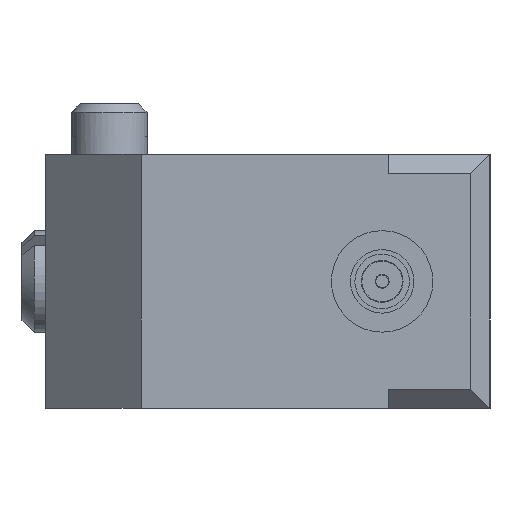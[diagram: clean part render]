
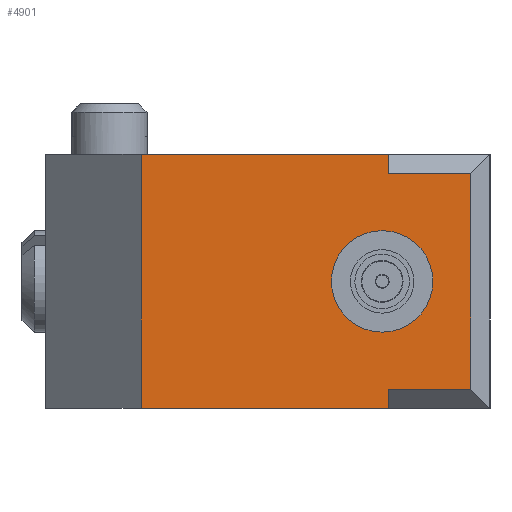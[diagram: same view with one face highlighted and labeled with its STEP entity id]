
A CAD part, left-side view. The second image highlights one B-rep face of the part: STEP entity #4901.
In plain terms, the highlighted planar face has unit normal (-1, 0, 0).
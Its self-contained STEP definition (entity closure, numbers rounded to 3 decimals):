
#4901=ADVANCED_FACE('',(#13020,#13022),#13024,.F.);
#13020=FACE_BOUND('',#13021,.T.);
#13021=EDGE_LOOP('',(#16433,#16434,#16435,#16436,#16437,#16438,#16439,#16440));
#13022=FACE_BOUND('',#13023,.T.);
#13023=EDGE_LOOP('',(#16441));
#13024=PLANE('',#13025);
#13025=AXIS2_PLACEMENT_3D('',#13026,#13027,#13028);
#13026=CARTESIAN_POINT('',(-9.15,2.75,2.));
#13027=DIRECTION('',(1.,0.,0.));
#13028=DIRECTION('',(0.,1.,0.));
#16433=ORIENTED_EDGE('',*,*,#18240,.T.);
#16434=ORIENTED_EDGE('',*,*,#18241,.T.);
#16435=ORIENTED_EDGE('',*,*,#18242,.T.);
#16436=ORIENTED_EDGE('',*,*,#18243,.T.);
#16437=ORIENTED_EDGE('',*,*,#18244,.F.);
#16438=ORIENTED_EDGE('',*,*,#18245,.T.);
#16439=ORIENTED_EDGE('',*,*,#18246,.F.);
#16440=ORIENTED_EDGE('',*,*,#18247,.T.);
#16441=ORIENTED_EDGE('',*,*,#18167,.F.);
#18167=EDGE_CURVE('',#20627,#20627,#20628,.T.);
#18240=EDGE_CURVE('',#20765,#20766,#20767,.T.);
#18241=EDGE_CURVE('',#20766,#20768,#20769,.T.);
#18242=EDGE_CURVE('',#20768,#20770,#20771,.T.);
#18243=EDGE_CURVE('',#20770,#20772,#20773,.T.);
#18244=EDGE_CURVE('',#20774,#20772,#20775,.T.);
#18245=EDGE_CURVE('',#20774,#20776,#20777,.T.);
#18246=EDGE_CURVE('',#20778,#20776,#20779,.T.);
#18247=EDGE_CURVE('',#20778,#20765,#20780,.T.);
#20627=VERTEX_POINT('',#36009);
#20628=CIRCLE('',#36010,0.8);
#20765=VERTEX_POINT('',#36558);
#20766=VERTEX_POINT('',#36559);
#20767=LINE('',#36560,#36561);
#20768=VERTEX_POINT('',#36563);
#20769=LINE('',#36564,#36565);
#20770=VERTEX_POINT('',#36567);
#20771=LINE('',#36568,#36569);
#20772=VERTEX_POINT('',#36571);
#20773=LINE('',#36572,#36573);
#20774=VERTEX_POINT('',#36575);
#20775=LINE('',#36576,#36577);
#20776=VERTEX_POINT('',#36579);
#20777=LINE('',#36580,#36581);
#20778=VERTEX_POINT('',#36583);
#20779=LINE('',#36584,#36585);
#20780=LINE('',#36587,#36588);
#36009=CARTESIAN_POINT('',(-9.15,-1.05,0.8));
#36010=AXIS2_PLACEMENT_3D('',#36011,#36012,#36013);
#36011=CARTESIAN_POINT('',(-9.15,-1.05,0.));
#36012=DIRECTION('',(-1.,0.,-0.));
#36013=DIRECTION('',(0.,0.,-1.));
#36558=CARTESIAN_POINT('',(-9.15,2.75,-2.));
#36559=CARTESIAN_POINT('',(-9.15,-1.15,-2.));
#36560=CARTESIAN_POINT('',(-9.15,2.75,-2.));
#36561=VECTOR('',#36562,1.);
#36562=DIRECTION('',(0.,-1.,0.));
#36563=CARTESIAN_POINT('',(-9.15,-1.15,-1.7));
#36564=CARTESIAN_POINT('',(-9.15,-1.15,-2.));
#36565=VECTOR('',#36566,1.);
#36566=DIRECTION('',(0.,0.,1.));
#36567=CARTESIAN_POINT('',(-9.15,-2.45,-1.7));
#36568=CARTESIAN_POINT('',(-9.15,-1.15,-1.7));
#36569=VECTOR('',#36570,1.);
#36570=DIRECTION('',(0.,-1.,0.));
#36571=CARTESIAN_POINT('',(-9.15,-2.45,1.7));
#36572=CARTESIAN_POINT('',(-9.15,-2.45,-1.7));
#36573=VECTOR('',#36574,1.);
#36574=DIRECTION('',(0.,0.,1.));
#36575=CARTESIAN_POINT('',(-9.15,-1.15,1.7));
#36576=CARTESIAN_POINT('',(-9.15,-1.15,1.7));
#36577=VECTOR('',#36578,1.);
#36578=DIRECTION('',(0.,-1.,0.));
#36579=CARTESIAN_POINT('',(-9.15,-1.15,2.));
#36580=CARTESIAN_POINT('',(-9.15,-1.15,1.7));
#36581=VECTOR('',#36582,1.);
#36582=DIRECTION('',(0.,0.,1.));
#36583=CARTESIAN_POINT('',(-9.15,2.75,2.));
#36584=CARTESIAN_POINT('',(-9.15,2.75,2.));
#36585=VECTOR('',#36586,1.);
#36586=DIRECTION('',(0.,-1.,0.));
#36587=CARTESIAN_POINT('',(-9.15,2.75,2.));
#36588=VECTOR('',#36589,1.);
#36589=DIRECTION('',(0.,0.,-1.));
